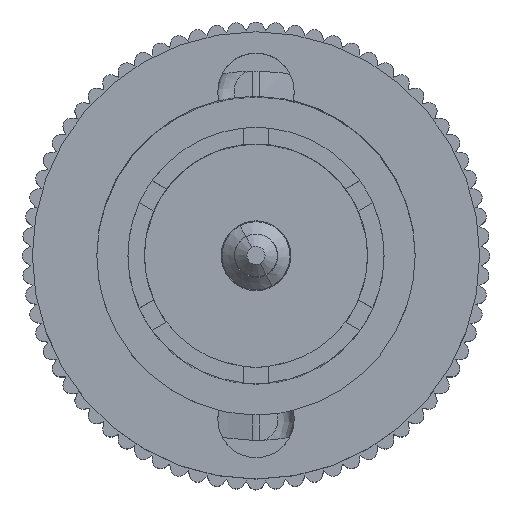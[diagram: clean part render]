
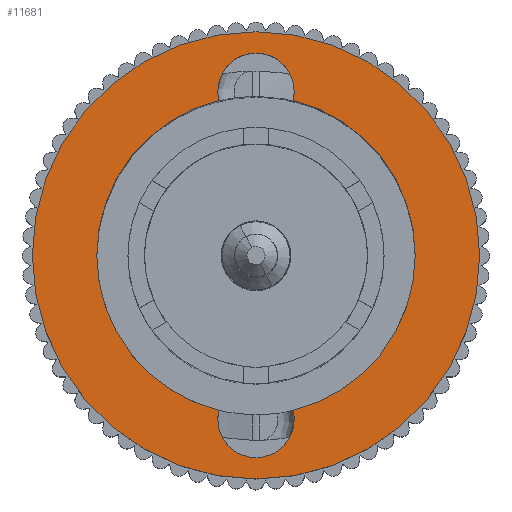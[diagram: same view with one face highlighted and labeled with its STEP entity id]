
A CAD part, top view. The second image highlights one B-rep face of the part: STEP entity #11681.
In plain terms, the highlighted planar face has unit normal (0, 0, 1).
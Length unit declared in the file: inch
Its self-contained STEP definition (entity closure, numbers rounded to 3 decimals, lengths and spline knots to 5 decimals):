
#430 = CARTESIAN_POINT ( 'NONE',  ( -0.0465, 0.2, 0. ) ) ;
#490 = CARTESIAN_POINT ( 'NONE',  ( -0.0451, 0.18868, 0. ) ) ;
#492 = DIRECTION ( 'NONE',  ( -1., 0., 0. ) ) ;
#493 = DIRECTION ( 'NONE',  ( 0., 0., 1. ) ) ;
#494 = CARTESIAN_POINT ( 'NONE',  ( 0., 0.2, 0. ) ) ;
#495 = AXIS2_PLACEMENT_3D ( 'NONE', #494, #493, #492 ) ;
#496 = CIRCLE ( 'NONE', #495, 0.0465 ) ;
#566 = DIRECTION ( 'NONE',  ( 1., 0., 0. ) ) ;
#567 = DIRECTION ( 'NONE',  ( 0., 0., 1. ) ) ;
#568 = CARTESIAN_POINT ( 'NONE',  ( 0., -0.2, 0. ) ) ;
#569 = AXIS2_PLACEMENT_3D ( 'NONE', #568, #567, #566 ) ;
#570 = CIRCLE ( 'NONE', #569, 0.0465 ) ;
#746 = CARTESIAN_POINT ( 'NONE',  ( 0.0451, 0.18868, 0. ) ) ;
#774 = CARTESIAN_POINT ( 'NONE',  ( 0.0465, 0.2, 0. ) ) ;
#872 = DIRECTION ( 'NONE',  ( 1., 0., 0. ) ) ;
#873 = DIRECTION ( 'NONE',  ( 0., 0., 1. ) ) ;
#874 = AXIS2_PLACEMENT_3D ( 'NONE', #883, #873, #872 ) ;
#875 = CIRCLE ( 'NONE', #874, 0.194 ) ;
#883 = CARTESIAN_POINT ( 'NONE',  ( 0., 0., 0. ) ) ;
#885 = CARTESIAN_POINT ( 'NONE',  ( 0.0465, -0.2, 0. ) ) ;
#886 = DIRECTION ( 'NONE',  ( 1., 0., 0. ) ) ;
#887 = DIRECTION ( 'NONE',  ( 0., 0., 1. ) ) ;
#888 = CARTESIAN_POINT ( 'NONE',  ( 0., -0.2, 0. ) ) ;
#889 = AXIS2_PLACEMENT_3D ( 'NONE', #888, #887, #886 ) ;
#890 = CIRCLE ( 'NONE', #889, 0.0465 ) ;
#891 = CARTESIAN_POINT ( 'NONE',  ( -0.0465, -0.2, 0. ) ) ;
#918 = DIRECTION ( 'NONE',  ( -1., 0., 0. ) ) ;
#919 = DIRECTION ( 'NONE',  ( 0., 0., 1. ) ) ;
#920 = CARTESIAN_POINT ( 'NONE',  ( 0., 0.2, 0. ) ) ;
#921 = AXIS2_PLACEMENT_3D ( 'NONE', #920, #919, #918 ) ;
#922 = CIRCLE ( 'NONE', #921, 0.0465 ) ;
#3949 = CARTESIAN_POINT ( 'NONE',  ( 0.2725, 0., 0. ) ) ;
#3950 = DIRECTION ( 'NONE',  ( 1., 0., 0. ) ) ;
#3951 = DIRECTION ( 'NONE',  ( 0., 0., 1. ) ) ;
#3952 = CARTESIAN_POINT ( 'NONE',  ( 0., 0., 0. ) ) ;
#3953 = AXIS2_PLACEMENT_3D ( 'NONE', #3952, #3951, #3950 ) ;
#3954 = CIRCLE ( 'NONE', #3953, 0.2725 ) ;
#3982 = CARTESIAN_POINT ( 'NONE',  ( -0.2725, 0., 0. ) ) ;
#6416 = DIRECTION ( 'NONE',  ( 1., 0., 0. ) ) ;
#6417 = DIRECTION ( 'NONE',  ( 0., 0., 1. ) ) ;
#6418 = CARTESIAN_POINT ( 'NONE',  ( 0.2725, 0., 0. ) ) ;
#6419 = AXIS2_PLACEMENT_3D ( 'NONE', #6418, #6417, #6416 ) ;
#6420 = PLANE ( 'NONE',  #6419 ) ;
#6422 = FACE_OUTER_BOUND ( 'NONE', #11655, .T. ) ;
#6423 = FACE_BOUND ( 'NONE', #11684, .T. ) ;
#6435 = DIRECTION ( 'NONE',  ( 1., 0., 0. ) ) ;
#6436 = DIRECTION ( 'NONE',  ( 0., 0., 1. ) ) ;
#6437 = CARTESIAN_POINT ( 'NONE',  ( 0., 0., 0. ) ) ;
#6438 = AXIS2_PLACEMENT_3D ( 'NONE', #6437, #6436, #6435 ) ;
#6439 = CIRCLE ( 'NONE', #6438, 0.2725 ) ;
#6477 = DIRECTION ( 'NONE',  ( 1., 0., 0. ) ) ;
#6478 = DIRECTION ( 'NONE',  ( 0., 0., 1. ) ) ;
#6479 = CARTESIAN_POINT ( 'NONE',  ( 0., 0., 0. ) ) ;
#6480 = AXIS2_PLACEMENT_3D ( 'NONE', #6479, #6478, #6477 ) ;
#6481 = CIRCLE ( 'NONE', #6480, 0.194 ) ;
#6489 = CARTESIAN_POINT ( 'NONE',  ( 0., -0.2, 0. ) ) ;
#6490 = DIRECTION ( 'NONE',  ( -1., 0., 0. ) ) ;
#6491 = DIRECTION ( 'NONE',  ( 0., 0., 1. ) ) ;
#6492 = AXIS2_PLACEMENT_3D ( 'NONE', #6501, #6491, #6490 ) ;
#6493 = CIRCLE ( 'NONE', #6492, 0.0465 ) ;
#6501 = CARTESIAN_POINT ( 'NONE',  ( 0., 0.2, 0. ) ) ;
#6541 = DIRECTION ( 'NONE',  ( 1., 0., 0. ) ) ;
#6542 = DIRECTION ( 'NONE',  ( 0., 0., 1. ) ) ;
#6543 = AXIS2_PLACEMENT_3D ( 'NONE', #6489, #6542, #6541 ) ;
#6544 = CIRCLE ( 'NONE', #6543, 0.0465 ) ;
#7586 = CARTESIAN_POINT ( 'NONE',  ( -0.194, 0., 0. ) ) ;
#7625 = DIRECTION ( 'NONE',  ( 1., 0., 0. ) ) ;
#7626 = DIRECTION ( 'NONE',  ( 0., 0., 1. ) ) ;
#7627 = CARTESIAN_POINT ( 'NONE',  ( 0., 0., 0. ) ) ;
#7628 = AXIS2_PLACEMENT_3D ( 'NONE', #7627, #7626, #7625 ) ;
#7629 = CIRCLE ( 'NONE', #7628, 0.194 ) ;
#7630 = CARTESIAN_POINT ( 'NONE',  ( 0., 0., 0. ) ) ;
#7632 = CARTESIAN_POINT ( 'NONE',  ( -0.0451, -0.18868, 0. ) ) ;
#7682 = DIRECTION ( 'NONE',  ( 1., 0., 0. ) ) ;
#7684 = DIRECTION ( 'NONE',  ( 0., 0., 1. ) ) ;
#7685 = AXIS2_PLACEMENT_3D ( 'NONE', #7630, #7684, #7682 ) ;
#7686 = CIRCLE ( 'NONE', #7685, 0.194 ) ;
#7757 = CARTESIAN_POINT ( 'NONE',  ( 0.194, 0., 0. ) ) ;
#7761 = CARTESIAN_POINT ( 'NONE',  ( 0.0451, -0.18868, 0. ) ) ;
#8061 = VERTEX_POINT ( 'NONE', #430 ) ;
#8074 = EDGE_CURVE ( 'NONE', #8061, #8106, #496, .T. ) ;
#8106 = VERTEX_POINT ( 'NONE', #490 ) ;
#8227 = EDGE_CURVE ( 'NONE', #9846, #12309, #570, .T. ) ;
#9772 = VERTEX_POINT ( 'NONE', #746 ) ;
#9782 = VERTEX_POINT ( 'NONE', #774 ) ;
#9843 = VERTEX_POINT ( 'NONE', #891 ) ;
#9845 = EDGE_CURVE ( 'NONE', #9843, #9846, #890, .T. ) ;
#9846 = VERTEX_POINT ( 'NONE', #885 ) ;
#9849 = EDGE_CURVE ( 'NONE', #12312, #9772, #875, .T. ) ;
#9854 = EDGE_CURVE ( 'NONE', #9782, #8061, #922, .T. ) ;
#10125 = EDGE_CURVE ( 'NONE', #10126, #10140, #3954, .T. ) ;
#10126 = VERTEX_POINT ( 'NONE', #3949 ) ;
#10140 = VERTEX_POINT ( 'NONE', #3982 ) ;
#11654 = ORIENTED_EDGE ( 'NONE', *, *, #10125, .T. ) ;
#11655 = EDGE_LOOP ( 'NONE', ( #11654, #11656 ) ) ;
#11656 = ORIENTED_EDGE ( 'NONE', *, *, #11676, .T. ) ;
#11676 = EDGE_CURVE ( 'NONE', #10140, #10126, #6439, .T. ) ;
#11681 = ADVANCED_FACE ( 'NONE', ( #6423, #6422 ), #6420, .T. ) ;
#11684 = EDGE_LOOP ( 'NONE', ( #11685, #11688, #11689, #11705, #11706, #11702, #11707, #11716, #11720, #11724 ) ) ;
#11685 = ORIENTED_EDGE ( 'NONE', *, *, #11687, .F. ) ;
#11687 = EDGE_CURVE ( 'NONE', #8106, #12261, #6481, .T. ) ;
#11688 = ORIENTED_EDGE ( 'NONE', *, *, #8074, .F. ) ;
#11689 = ORIENTED_EDGE ( 'NONE', *, *, #9854, .F. ) ;
#11702 = ORIENTED_EDGE ( 'NONE', *, *, #12274, .F. ) ;
#11705 = ORIENTED_EDGE ( 'NONE', *, *, #11714, .F. ) ;
#11706 = ORIENTED_EDGE ( 'NONE', *, *, #9849, .F. ) ;
#11707 = ORIENTED_EDGE ( 'NONE', *, *, #8227, .F. ) ;
#11714 = EDGE_CURVE ( 'NONE', #9772, #9782, #6493, .T. ) ;
#11716 = ORIENTED_EDGE ( 'NONE', *, *, #9845, .F. ) ;
#11719 = EDGE_CURVE ( 'NONE', #12273, #9843, #6544, .T. ) ;
#11720 = ORIENTED_EDGE ( 'NONE', *, *, #11719, .F. ) ;
#11724 = ORIENTED_EDGE ( 'NONE', *, *, #12276, .F. ) ;
#12261 = VERTEX_POINT ( 'NONE', #7586 ) ;
#12273 = VERTEX_POINT ( 'NONE', #7632 ) ;
#12274 = EDGE_CURVE ( 'NONE', #12309, #12312, #7629, .T. ) ;
#12276 = EDGE_CURVE ( 'NONE', #12261, #12273, #7686, .T. ) ;
#12309 = VERTEX_POINT ( 'NONE', #7761 ) ;
#12312 = VERTEX_POINT ( 'NONE', #7757 ) ;
